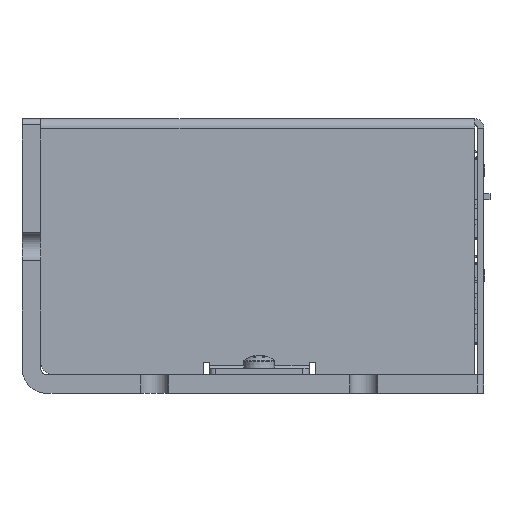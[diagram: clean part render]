
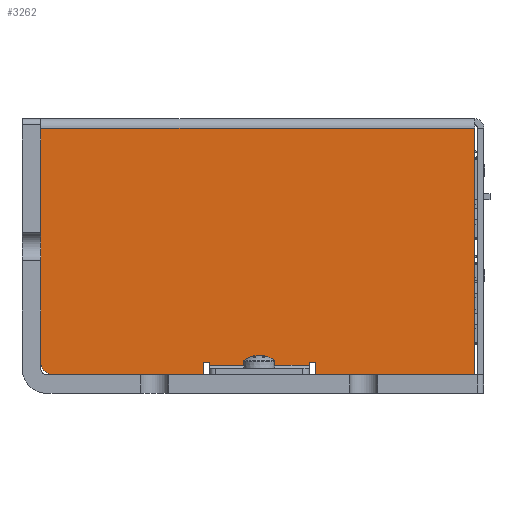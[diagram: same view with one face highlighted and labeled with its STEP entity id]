
A CAD part, left-side view. The second image highlights one B-rep face of the part: STEP entity #3262.
In plain terms, the highlighted planar face has unit normal (-1, 0, 0).
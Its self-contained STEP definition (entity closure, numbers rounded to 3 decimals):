
#3123=CARTESIAN_POINT('',(0.,69.0,-40.));
#3124=VERTEX_POINT('',#3123);
#3125=CARTESIAN_POINT('',(0.,71.0,-38.0));
#3126=VERTEX_POINT('',#3125);
#3127=CARTESIAN_POINT('',(0.,69.0,-38.0));
#3128=DIRECTION('',(1.0,0.,0.));
#3129=DIRECTION('',(0.,0.707,-0.707));
#3130=AXIS2_PLACEMENT_3D('',#3127,#3128,#3129);
#3131=CIRCLE('',#3130,2.0);
#3132=EDGE_CURVE('',#3124,#3126,#3131,.T.);
#3160=CARTESIAN_POINT('',(0.,36.25,-19.512));
#3161=DIRECTION('',(-1.0,0.0,0.0));
#3162=DIRECTION('',(0.0,0.0,1.0));
#3163=AXIS2_PLACEMENT_3D('',#3160,#3161,#3162);
#3164=PLANE('',#3163);
#3165=ORIENTED_EDGE('',*,*,#3132,.F.);
#3166=CARTESIAN_POINT('',(0.,45.,-40.));
#3167=VERTEX_POINT('',#3166);
#3168=CARTESIAN_POINT('',(0.,45.,-40.0));
#3169=DIRECTION('',(0.0,1.0,0.0));
#3170=VECTOR('',#3169,24.);
#3171=LINE('',#3168,#3170);
#3172=EDGE_CURVE('',#3167,#3124,#3171,.T.);
#3173=ORIENTED_EDGE('',*,*,#3172,.F.);
#3174=CARTESIAN_POINT('',(0.,45.,-38.0));
#3175=VERTEX_POINT('',#3174);
#3176=CARTESIAN_POINT('',(0.,45.,-40.0));
#3177=DIRECTION('',(0.0,0.0,1.0));
#3178=VECTOR('',#3177,2.0);
#3179=LINE('',#3176,#3178);
#3180=EDGE_CURVE('',#3167,#3175,#3179,.T.);
#3181=ORIENTED_EDGE('',*,*,#3180,.T.);
#3182=CARTESIAN_POINT('',(0.,44.,-38.0));
#3183=VERTEX_POINT('',#3182);
#3184=CARTESIAN_POINT('',(0.,45.,-38.0));
#3185=DIRECTION('',(0.0,-1.0,0.0));
#3186=VECTOR('',#3185,1.);
#3187=LINE('',#3184,#3186);
#3188=EDGE_CURVE('',#3175,#3183,#3187,.T.);
#3189=ORIENTED_EDGE('',*,*,#3188,.T.);
#3190=CARTESIAN_POINT('',(0.,44.,-38.5));
#3191=VERTEX_POINT('',#3190);
#3192=CARTESIAN_POINT('',(0.,44.,-38.0));
#3193=DIRECTION('',(0.0,0.0,-1.0));
#3194=VECTOR('',#3193,0.5);
#3195=LINE('',#3192,#3194);
#3196=EDGE_CURVE('',#3183,#3191,#3195,.T.);
#3197=ORIENTED_EDGE('',*,*,#3196,.T.);
#3198=CARTESIAN_POINT('',(0.,28.,-38.5));
#3199=VERTEX_POINT('',#3198);
#3200=CARTESIAN_POINT('',(0.,44.,-38.5));
#3201=DIRECTION('',(0.0,-1.0,0.0));
#3202=VECTOR('',#3201,16.);
#3203=LINE('',#3200,#3202);
#3204=EDGE_CURVE('',#3191,#3199,#3203,.T.);
#3205=ORIENTED_EDGE('',*,*,#3204,.T.);
#3206=CARTESIAN_POINT('',(0.,28.,-38.0));
#3207=VERTEX_POINT('',#3206);
#3208=CARTESIAN_POINT('',(0.,28.,-38.5));
#3209=DIRECTION('',(0.0,0.0,1.0));
#3210=VECTOR('',#3209,0.5);
#3211=LINE('',#3208,#3210);
#3212=EDGE_CURVE('',#3199,#3207,#3211,.T.);
#3213=ORIENTED_EDGE('',*,*,#3212,.T.);
#3214=CARTESIAN_POINT('',(0.,27.,-38.0));
#3215=VERTEX_POINT('',#3214);
#3216=CARTESIAN_POINT('',(0.,28.,-38.0));
#3217=DIRECTION('',(0.0,-1.0,0.0));
#3218=VECTOR('',#3217,1.0);
#3219=LINE('',#3216,#3218);
#3220=EDGE_CURVE('',#3207,#3215,#3219,.T.);
#3221=ORIENTED_EDGE('',*,*,#3220,.T.);
#3222=CARTESIAN_POINT('',(0.,27.,-40.));
#3223=VERTEX_POINT('',#3222);
#3224=CARTESIAN_POINT('',(0.,27.,-38.0));
#3225=DIRECTION('',(0.0,0.0,-1.0));
#3226=VECTOR('',#3225,2.);
#3227=LINE('',#3224,#3226);
#3228=EDGE_CURVE('',#3215,#3223,#3227,.T.);
#3229=ORIENTED_EDGE('',*,*,#3228,.T.);
#3230=CARTESIAN_POINT('',(0.,1.5,-40.));
#3231=VERTEX_POINT('',#3230);
#3232=CARTESIAN_POINT('',(0.,1.5,-40.));
#3233=DIRECTION('',(0.0,1.0,0.0));
#3234=VECTOR('',#3233,25.5);
#3235=LINE('',#3232,#3234);
#3236=EDGE_CURVE('',#3231,#3223,#3235,.T.);
#3237=ORIENTED_EDGE('',*,*,#3236,.F.);
#3238=CARTESIAN_POINT('',(0.,1.5,-0.5));
#3239=VERTEX_POINT('',#3238);
#3240=CARTESIAN_POINT('',(0.,1.5,-0.5));
#3241=DIRECTION('',(0.0,0.0,-1.0));
#3242=VECTOR('',#3241,39.5);
#3243=LINE('',#3240,#3242);
#3244=EDGE_CURVE('',#3239,#3231,#3243,.T.);
#3245=ORIENTED_EDGE('',*,*,#3244,.F.);
#3246=CARTESIAN_POINT('',(0.,71.0,-0.5));
#3247=VERTEX_POINT('',#3246);
#3248=CARTESIAN_POINT('',(0.,1.5,-0.5));
#3249=DIRECTION('',(0.0,1.0,0.0));
#3250=VECTOR('',#3249,69.5);
#3251=LINE('',#3248,#3250);
#3252=EDGE_CURVE('',#3239,#3247,#3251,.T.);
#3253=ORIENTED_EDGE('',*,*,#3252,.T.);
#3254=CARTESIAN_POINT('',(0.,71.,-38.0));
#3255=DIRECTION('',(0.0,0.0,1.0));
#3256=VECTOR('',#3255,37.5);
#3257=LINE('',#3254,#3256);
#3258=EDGE_CURVE('',#3126,#3247,#3257,.T.);
#3259=ORIENTED_EDGE('',*,*,#3258,.F.);
#3260=EDGE_LOOP('',(#3165,#3173,#3181,#3189,#3197,#3205,#3213,#3221,#3229,#3237,#3245,#3253,#3259));
#3261=FACE_OUTER_BOUND('',#3260,.T.);
#3262=ADVANCED_FACE('',(#3261),#3164,.T.);
